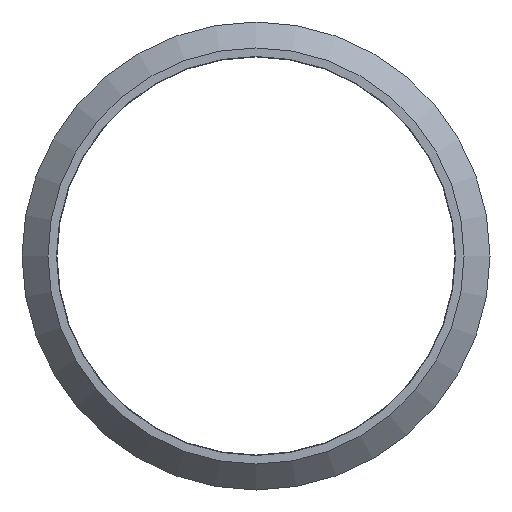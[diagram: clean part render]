
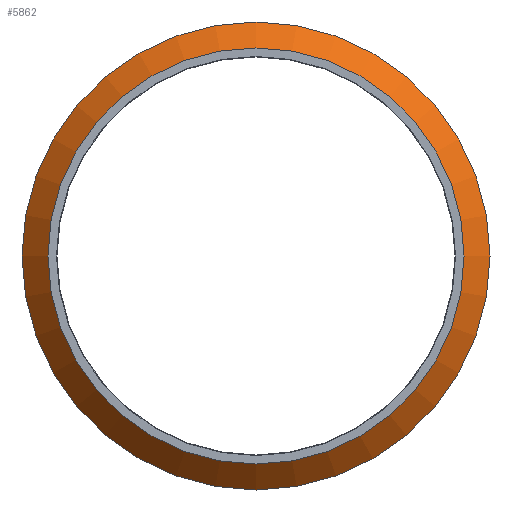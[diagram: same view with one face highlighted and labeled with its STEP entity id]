
A CAD part, left-side view. The second image highlights one B-rep face of the part: STEP entity #5862.
In plain terms, the highlighted conical face has half-angle 45 degrees and reference radius 54.077 mm.
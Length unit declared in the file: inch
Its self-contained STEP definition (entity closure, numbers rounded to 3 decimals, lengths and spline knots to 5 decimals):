
#14=CONICAL_SURFACE('',#6307,2.129,0.785);
#927=FACE_OUTER_BOUND('',#1284,.T.);
#1284=EDGE_LOOP('',(#5478,#5479,#5480,#5481,#5482,#5483));
#1446=CIRCLE('',#6264,2.004);
#1447=CIRCLE('',#6265,2.004);
#1462=CIRCLE('',#6287,2.254);
#1463=CIRCLE('',#6288,2.254);
#1882=LINE('',#12600,#2288);
#2288=VECTOR('',#7565,2.129);
#2849=VERTEX_POINT('',#12529);
#2850=VERTEX_POINT('',#12530);
#2862=VERTEX_POINT('',#12565);
#2863=VERTEX_POINT('',#12567);
#3710=EDGE_CURVE('',#2849,#2850,#1446,.T.);
#3711=EDGE_CURVE('',#2850,#2849,#1447,.T.);
#3727=EDGE_CURVE('',#2862,#2863,#1462,.T.);
#3728=EDGE_CURVE('',#2863,#2862,#1463,.T.);
#3743=EDGE_CURVE('',#2862,#2850,#1882,.T.);
#5478=ORIENTED_EDGE('',*,*,#3728,.F.);
#5479=ORIENTED_EDGE('',*,*,#3727,.F.);
#5480=ORIENTED_EDGE('',*,*,#3743,.T.);
#5481=ORIENTED_EDGE('',*,*,#3711,.T.);
#5482=ORIENTED_EDGE('',*,*,#3710,.T.);
#5483=ORIENTED_EDGE('',*,*,#3743,.F.);
#5862=ADVANCED_FACE('',(#927),#14,.T.);
#6264=AXIS2_PLACEMENT_3D('',#12531,#7475,#7476);
#6265=AXIS2_PLACEMENT_3D('',#12532,#7477,#7478);
#6287=AXIS2_PLACEMENT_3D('',#12568,#7522,#7523);
#6288=AXIS2_PLACEMENT_3D('',#12569,#7524,#7525);
#6307=AXIS2_PLACEMENT_3D('',#12599,#7563,#7564);
#7475=DIRECTION('center_axis',(1.,0.,0.));
#7476=DIRECTION('ref_axis',(0.,0.,-1.));
#7477=DIRECTION('center_axis',(1.,0.,0.));
#7478=DIRECTION('ref_axis',(0.,0.,-1.));
#7522=DIRECTION('center_axis',(1.,0.,0.));
#7523=DIRECTION('ref_axis',(0.,0.,-1.));
#7524=DIRECTION('center_axis',(1.,0.,0.));
#7525=DIRECTION('ref_axis',(0.,0.,-1.));
#7563=DIRECTION('center_axis',(1.,0.,0.));
#7564=DIRECTION('ref_axis',(0.,1.,0.));
#7565=DIRECTION('',(-0.707,0.707,0.));
#12529=CARTESIAN_POINT('',(0.,2.004,0.));
#12530=CARTESIAN_POINT('',(0.,-2.004,0.));
#12531=CARTESIAN_POINT('Origin',(0.,0.,
0.));
#12532=CARTESIAN_POINT('Origin',(0.,0.,
0.));
#12565=CARTESIAN_POINT('',(0.25,-2.254,0.));
#12567=CARTESIAN_POINT('',(0.25,2.254,0.));
#12568=CARTESIAN_POINT('Origin',(0.25,0.,
0.));
#12569=CARTESIAN_POINT('Origin',(0.25,0.,
0.));
#12599=CARTESIAN_POINT('Origin',(0.125,0.,
0.));
#12600=CARTESIAN_POINT('',(0.125,-2.129,0.));
